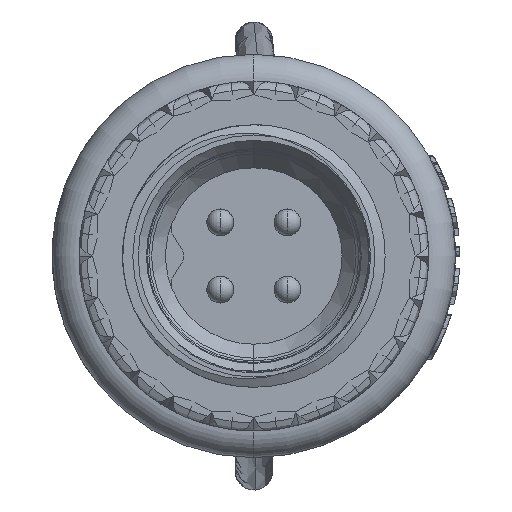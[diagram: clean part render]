
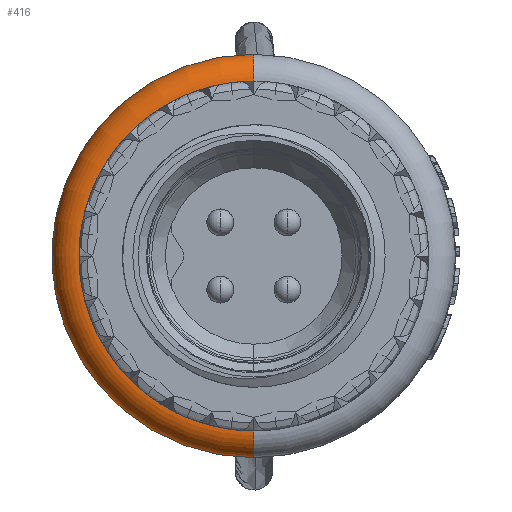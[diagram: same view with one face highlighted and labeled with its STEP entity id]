
A CAD part, left-side view. The second image highlights one B-rep face of the part: STEP entity #416.
In plain terms, the highlighted toroidal (fillet/blend) face has major radius 3.25 mm and minor radius 0.5 mm.
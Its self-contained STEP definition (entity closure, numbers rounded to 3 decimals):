
#416 = ADVANCED_FACE ( 'NONE', ( #53353 ), #24030, .T. ) ;
#418 = CARTESIAN_POINT ( 'NONE',  ( 0.5, 0., 3.75 ) ) ;
#1225 = CARTESIAN_POINT ( 'NONE',  ( 0.5, 0., 0. ) ) ;
#5291 = CIRCLE ( 'NONE', #35260, 3.75 ) ;
#5977 = ORIENTED_EDGE ( 'NONE', *, *, #40548, .F. ) ;
#6213 = DIRECTION ( 'NONE',  ( 1., 0., 0. ) ) ;
#9729 = EDGE_CURVE ( 'NONE', #44183, #26058, #20804, .T. ) ;
#12955 = AXIS2_PLACEMENT_3D ( 'NONE', #17471, #17952, #57640 ) ;
#13557 = VERTEX_POINT ( 'NONE', #59900 ) ;
#17471 = CARTESIAN_POINT ( 'NONE',  ( 0.5, 0., 0. ) ) ;
#17952 = DIRECTION ( 'NONE',  ( 1., 0., 0. ) ) ;
#18763 = DIRECTION ( 'NONE',  ( 0., 0., -1. ) ) ;
#20804 = CIRCLE ( 'NONE', #51976, 0.5 ) ;
#21663 = DIRECTION ( 'NONE',  ( 0., 1., 0. ) ) ;
#24030 = TOROIDAL_SURFACE ( 'NONE', #12955, 3.25, 0.5 ) ;
#25094 = EDGE_CURVE ( 'NONE', #37199, #26058, #5291, .T. ) ;
#26058 = VERTEX_POINT ( 'NONE', #418 ) ;
#28199 = CARTESIAN_POINT ( 'NONE',  ( 0., 0., 0. ) ) ;
#34440 = DIRECTION ( 'NONE',  ( -1., 0., 0. ) ) ;
#35260 = AXIS2_PLACEMENT_3D ( 'NONE', #1225, #6213, #63450 ) ;
#37044 = AXIS2_PLACEMENT_3D ( 'NONE', #69796, #69542, #18763 ) ;
#37199 = VERTEX_POINT ( 'NONE', #67312 ) ;
#38088 = DIRECTION ( 'NONE',  ( 0., 0., 1. ) ) ;
#40393 = EDGE_LOOP ( 'NONE', ( #5977, #60497, #46179, #65784 ) ) ;
#40548 = EDGE_CURVE ( 'NONE', #44183, #13557, #69698, .T. ) ;
#44183 = VERTEX_POINT ( 'NONE', #62924 ) ;
#44569 = CIRCLE ( 'NONE', #37044, 0.5 ) ;
#45839 = DIRECTION ( 'NONE',  ( 0., 0., -1. ) ) ;
#46179 = ORIENTED_EDGE ( 'NONE', *, *, #25094, .F. ) ;
#51976 = AXIS2_PLACEMENT_3D ( 'NONE', #72931, #21663, #38088 ) ;
#53353 = FACE_OUTER_BOUND ( 'NONE', #40393, .T. ) ;
#57640 = DIRECTION ( 'NONE',  ( 0., 0., -1. ) ) ;
#59900 = CARTESIAN_POINT ( 'NONE',  ( 0., 0., -3.25 ) ) ;
#60497 = ORIENTED_EDGE ( 'NONE', *, *, #9729, .T. ) ;
#60917 = EDGE_CURVE ( 'NONE', #13557, #37199, #44569, .T. ) ;
#62924 = CARTESIAN_POINT ( 'NONE',  ( 0., 0., 3.25 ) ) ;
#63450 = DIRECTION ( 'NONE',  ( 0., 0., -1. ) ) ;
#65784 = ORIENTED_EDGE ( 'NONE', *, *, #60917, .F. ) ;
#66265 = AXIS2_PLACEMENT_3D ( 'NONE', #28199, #34440, #45839 ) ;
#67312 = CARTESIAN_POINT ( 'NONE',  ( 0.5, 0., -3.75 ) ) ;
#69542 = DIRECTION ( 'NONE',  ( 0., -1., 0. ) ) ;
#69698 = CIRCLE ( 'NONE', #66265, 3.25 ) ;
#69796 = CARTESIAN_POINT ( 'NONE',  ( 0.5, 0., -3.25 ) ) ;
#72931 = CARTESIAN_POINT ( 'NONE',  ( 0.5, 0., 3.25 ) ) ;
